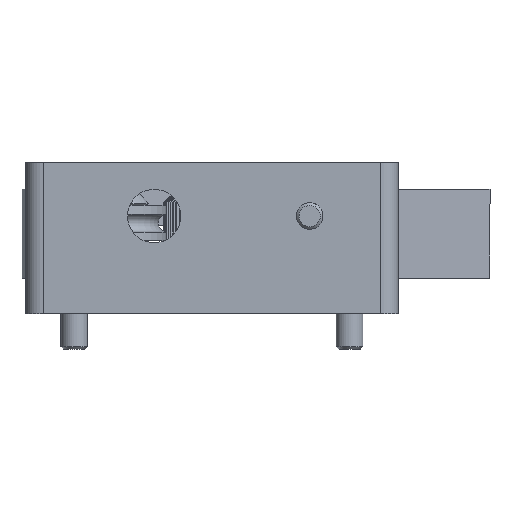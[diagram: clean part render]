
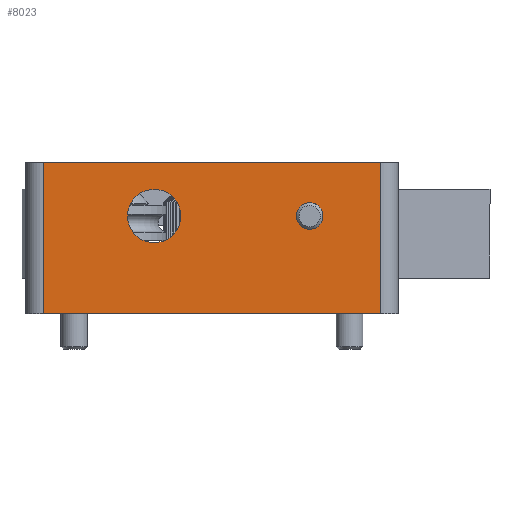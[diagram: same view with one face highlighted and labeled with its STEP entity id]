
A CAD part, front view. The second image highlights one B-rep face of the part: STEP entity #8023.
In plain terms, the highlighted planar face has unit normal (0, -1, 0).
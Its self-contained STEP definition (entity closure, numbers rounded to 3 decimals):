
#462=LINE('',#12341,#897);
#471=LINE('',#12376,#906);
#472=LINE('',#12379,#907);
#473=LINE('',#12380,#908);
#897=VECTOR('',#9810,10.);
#906=VECTOR('',#9843,10.);
#907=VECTOR('',#9846,10.);
#908=VECTOR('',#9847,10.);
#1329=PLANE('',#8754);
#1542=FACE_BOUND('',#2142,.T.);
#1543=FACE_BOUND('',#2143,.T.);
#1645=FACE_OUTER_BOUND('',#2141,.T.);
#2141=EDGE_LOOP('',(#5201,#5202,#5203,#5204));
#2142=EDGE_LOOP('',(#5205));
#2143=EDGE_LOOP('',(#5206));
#2732=CIRCLE('',#8755,3.);
#2733=CIRCLE('',#8756,1.5);
#3248=VERTEX_POINT('',#12338);
#3249=VERTEX_POINT('',#12340);
#3263=VERTEX_POINT('',#12374);
#3264=VERTEX_POINT('',#12378);
#3265=VERTEX_POINT('',#12381);
#3266=VERTEX_POINT('',#12383);
#4011=EDGE_CURVE('',#3248,#3249,#462,.T.);
#4029=EDGE_CURVE('',#3263,#3249,#471,.T.);
#4030=EDGE_CURVE('',#3248,#3264,#472,.T.);
#4031=EDGE_CURVE('',#3264,#3263,#473,.T.);
#4032=EDGE_CURVE('',#3265,#3265,#2732,.T.);
#4033=EDGE_CURVE('',#3266,#3266,#2733,.T.);
#5201=ORIENTED_EDGE('',*,*,#4029,.T.);
#5202=ORIENTED_EDGE('',*,*,#4011,.F.);
#5203=ORIENTED_EDGE('',*,*,#4030,.T.);
#5204=ORIENTED_EDGE('',*,*,#4031,.T.);
#5205=ORIENTED_EDGE('',*,*,#4032,.F.);
#5206=ORIENTED_EDGE('',*,*,#4033,.F.);
#8023=ADVANCED_FACE('',(#1645,#1542,#1543),#1329,.F.);
#8754=AXIS2_PLACEMENT_3D('',#12377,#9844,#9845);
#8755=AXIS2_PLACEMENT_3D('',#12382,#9848,#9849);
#8756=AXIS2_PLACEMENT_3D('',#12384,#9850,#9851);
#9810=DIRECTION('',(1.,0.,0.));
#9843=DIRECTION('',(0.,0.,1.));
#9844=DIRECTION('center_axis',(0.,1.,0.));
#9845=DIRECTION('ref_axis',(1.,0.,0.));
#9846=DIRECTION('',(0.,0.,-1.));
#9847=DIRECTION('',(1.,0.,0.));
#9848=DIRECTION('center_axis',(0.,-1.,0.));
#9849=DIRECTION('ref_axis',(-1.,0.,0.));
#9850=DIRECTION('center_axis',(0.,-1.,0.));
#9851=DIRECTION('ref_axis',(-1.,0.,0.));
#12338=CARTESIAN_POINT('',(2.,0.,0.));
#12340=CARTESIAN_POINT('',(40.,0.,0.));
#12341=CARTESIAN_POINT('',(0.,0.,0.));
#12374=CARTESIAN_POINT('',(40.,0.,-17.));
#12376=CARTESIAN_POINT('',(40.,0.,0.));
#12377=CARTESIAN_POINT('Origin',(0.,0.,0.));
#12378=CARTESIAN_POINT('',(2.,0.,-17.));
#12379=CARTESIAN_POINT('',(2.,0.,0.));
#12380=CARTESIAN_POINT('',(0.,0.,-17.));
#12381=CARTESIAN_POINT('',(30.5,0.,-11.));
#12382=CARTESIAN_POINT('Origin',(27.5,0.,-11.));
#12383=CARTESIAN_POINT('',(11.5,0.,-11.));
#12384=CARTESIAN_POINT('Origin',(10.,0.,-11.));
